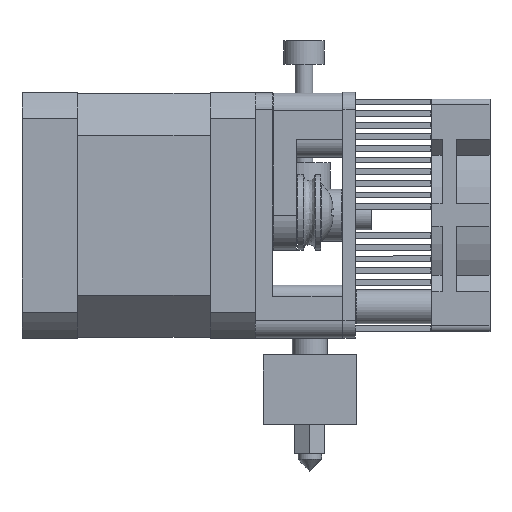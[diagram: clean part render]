
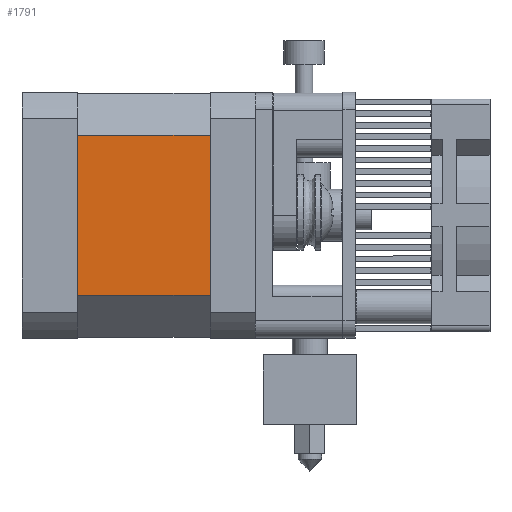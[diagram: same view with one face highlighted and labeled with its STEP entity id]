
A CAD part, front view. The second image highlights one B-rep face of the part: STEP entity #1791.
In plain terms, the highlighted planar face has unit normal (0, -1, 0).
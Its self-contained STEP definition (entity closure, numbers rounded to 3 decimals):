
#727 = PLANE('',#728);
#728 = AXIS2_PLACEMENT_3D('',#729,#730,#731);
#729 = CARTESIAN_POINT('',(-16.65,-21.15,32.35));
#730 = DIRECTION('',(0.,0.,-1.));
#731 = DIRECTION('',(-1.,0.,0.));
#1531 = VERTEX_POINT('',#1532);
#1532 = CARTESIAN_POINT('',(-13.75,-21.,32.35));
#1546 = PLANE('',#1547);
#1547 = AXIS2_PLACEMENT_3D('',#1548,#1549,#1550);
#1548 = CARTESIAN_POINT('',(-13.75,-21.,9.6));
#1549 = DIRECTION('',(-0.707,-0.707,0.));
#1550 = DIRECTION('',(-0.707,0.707,0.));
#1558 = EDGE_CURVE('',#1559,#1531,#1561,.T.);
#1559 = VERTEX_POINT('',#1560);
#1560 = CARTESIAN_POINT('',(13.75,-21.,32.35));
#1561 = SURFACE_CURVE('',#1562,(#1566,#1573),.PCURVE_S1.);
#1562 = LINE('',#1563,#1564);
#1563 = CARTESIAN_POINT('',(13.75,-21.,32.35));
#1564 = VECTOR('',#1565,1.);
#1565 = DIRECTION('',(-1.,0.,0.));
#1566 = PCURVE('',#727,#1567);
#1567 = DEFINITIONAL_REPRESENTATION('',(#1568),#1572);
#1568 = LINE('',#1569,#1570);
#1569 = CARTESIAN_POINT('',(-30.4,0.15));
#1570 = VECTOR('',#1571,1.);
#1571 = DIRECTION('',(1.,0.));
#1572 = ( GEOMETRIC_REPRESENTATION_CONTEXT(2) 
PARAMETRIC_REPRESENTATION_CONTEXT() REPRESENTATION_CONTEXT('2D SPACE',''
  ) );
#1573 = PCURVE('',#1574,#1579);
#1574 = PLANE('',#1575);
#1575 = AXIS2_PLACEMENT_3D('',#1576,#1577,#1578);
#1576 = CARTESIAN_POINT('',(13.75,-21.,9.6));
#1577 = DIRECTION('',(0.,-1.,0.));
#1578 = DIRECTION('',(-1.,0.,0.));
#1579 = DEFINITIONAL_REPRESENTATION('',(#1580),#1584);
#1580 = LINE('',#1581,#1582);
#1581 = CARTESIAN_POINT('',(0.,-22.75));
#1582 = VECTOR('',#1583,1.);
#1583 = DIRECTION('',(1.,0.));
#1584 = ( GEOMETRIC_REPRESENTATION_CONTEXT(2) 
PARAMETRIC_REPRESENTATION_CONTEXT() REPRESENTATION_CONTEXT('2D SPACE',''
  ) );
#1600 = PLANE('',#1601);
#1601 = AXIS2_PLACEMENT_3D('',#1602,#1603,#1604);
#1602 = CARTESIAN_POINT('',(21.,-13.75,9.6));
#1603 = DIRECTION('',(0.707,-0.707,0.));
#1604 = DIRECTION('',(-0.707,-0.707,0.));
#1731 = PLANE('',#1732);
#1732 = AXIS2_PLACEMENT_3D('',#1733,#1734,#1735);
#1733 = CARTESIAN_POINT('',(-16.65,-21.15,9.6));
#1734 = DIRECTION('',(0.,0.,-1.));
#1735 = DIRECTION('',(-1.,0.,0.));
#1748 = EDGE_CURVE('',#1749,#1559,#1751,.T.);
#1749 = VERTEX_POINT('',#1750);
#1750 = CARTESIAN_POINT('',(13.75,-21.,9.6));
#1751 = SURFACE_CURVE('',#1752,(#1756,#1763),.PCURVE_S1.);
#1752 = LINE('',#1753,#1754);
#1753 = CARTESIAN_POINT('',(13.75,-21.,9.6));
#1754 = VECTOR('',#1755,1.);
#1755 = DIRECTION('',(0.,0.,1.));
#1756 = PCURVE('',#1600,#1757);
#1757 = DEFINITIONAL_REPRESENTATION('',(#1758),#1762);
#1758 = LINE('',#1759,#1760);
#1759 = CARTESIAN_POINT('',(10.253,0.));
#1760 = VECTOR('',#1761,1.);
#1761 = DIRECTION('',(0.,-1.));
#1762 = ( GEOMETRIC_REPRESENTATION_CONTEXT(2) 
PARAMETRIC_REPRESENTATION_CONTEXT() REPRESENTATION_CONTEXT('2D SPACE',''
  ) );
#1763 = PCURVE('',#1574,#1764);
#1764 = DEFINITIONAL_REPRESENTATION('',(#1765),#1769);
#1765 = LINE('',#1766,#1767);
#1766 = CARTESIAN_POINT('',(0.,0.));
#1767 = VECTOR('',#1768,1.);
#1768 = DIRECTION('',(0.,-1.));
#1769 = ( GEOMETRIC_REPRESENTATION_CONTEXT(2) 
PARAMETRIC_REPRESENTATION_CONTEXT() REPRESENTATION_CONTEXT('2D SPACE',''
  ) );
#1791 = ADVANCED_FACE('',(#1792),#1574,.T.);
#1792 = FACE_BOUND('',#1793,.T.);
#1793 = EDGE_LOOP('',(#1794,#1795,#1796,#1819));
#1794 = ORIENTED_EDGE('',*,*,#1748,.T.);
#1795 = ORIENTED_EDGE('',*,*,#1558,.T.);
#1796 = ORIENTED_EDGE('',*,*,#1797,.F.);
#1797 = EDGE_CURVE('',#1798,#1531,#1800,.T.);
#1798 = VERTEX_POINT('',#1799);
#1799 = CARTESIAN_POINT('',(-13.75,-21.,9.6));
#1800 = SURFACE_CURVE('',#1801,(#1805,#1812),.PCURVE_S1.);
#1801 = LINE('',#1802,#1803);
#1802 = CARTESIAN_POINT('',(-13.75,-21.,9.6));
#1803 = VECTOR('',#1804,1.);
#1804 = DIRECTION('',(0.,0.,1.));
#1805 = PCURVE('',#1574,#1806);
#1806 = DEFINITIONAL_REPRESENTATION('',(#1807),#1811);
#1807 = LINE('',#1808,#1809);
#1808 = CARTESIAN_POINT('',(27.5,0.));
#1809 = VECTOR('',#1810,1.);
#1810 = DIRECTION('',(0.,-1.));
#1811 = ( GEOMETRIC_REPRESENTATION_CONTEXT(2) 
PARAMETRIC_REPRESENTATION_CONTEXT() REPRESENTATION_CONTEXT('2D SPACE',''
  ) );
#1812 = PCURVE('',#1546,#1813);
#1813 = DEFINITIONAL_REPRESENTATION('',(#1814),#1818);
#1814 = LINE('',#1815,#1816);
#1815 = CARTESIAN_POINT('',(0.,0.));
#1816 = VECTOR('',#1817,1.);
#1817 = DIRECTION('',(0.,-1.));
#1818 = ( GEOMETRIC_REPRESENTATION_CONTEXT(2) 
PARAMETRIC_REPRESENTATION_CONTEXT() REPRESENTATION_CONTEXT('2D SPACE',''
  ) );
#1819 = ORIENTED_EDGE('',*,*,#1820,.F.);
#1820 = EDGE_CURVE('',#1749,#1798,#1821,.T.);
#1821 = SURFACE_CURVE('',#1822,(#1826,#1833),.PCURVE_S1.);
#1822 = LINE('',#1823,#1824);
#1823 = CARTESIAN_POINT('',(13.75,-21.,9.6));
#1824 = VECTOR('',#1825,1.);
#1825 = DIRECTION('',(-1.,0.,0.));
#1826 = PCURVE('',#1574,#1827);
#1827 = DEFINITIONAL_REPRESENTATION('',(#1828),#1832);
#1828 = LINE('',#1829,#1830);
#1829 = CARTESIAN_POINT('',(0.,0.));
#1830 = VECTOR('',#1831,1.);
#1831 = DIRECTION('',(1.,0.));
#1832 = ( GEOMETRIC_REPRESENTATION_CONTEXT(2) 
PARAMETRIC_REPRESENTATION_CONTEXT() REPRESENTATION_CONTEXT('2D SPACE',''
  ) );
#1833 = PCURVE('',#1731,#1834);
#1834 = DEFINITIONAL_REPRESENTATION('',(#1835),#1839);
#1835 = LINE('',#1836,#1837);
#1836 = CARTESIAN_POINT('',(-30.4,0.15));
#1837 = VECTOR('',#1838,1.);
#1838 = DIRECTION('',(1.,0.));
#1839 = ( GEOMETRIC_REPRESENTATION_CONTEXT(2) 
PARAMETRIC_REPRESENTATION_CONTEXT() REPRESENTATION_CONTEXT('2D SPACE',''
  ) );
